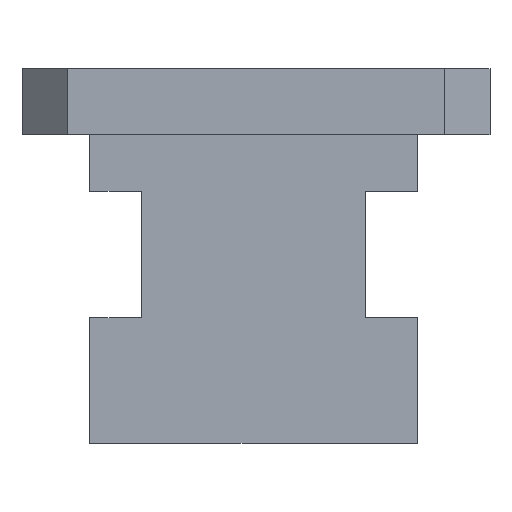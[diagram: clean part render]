
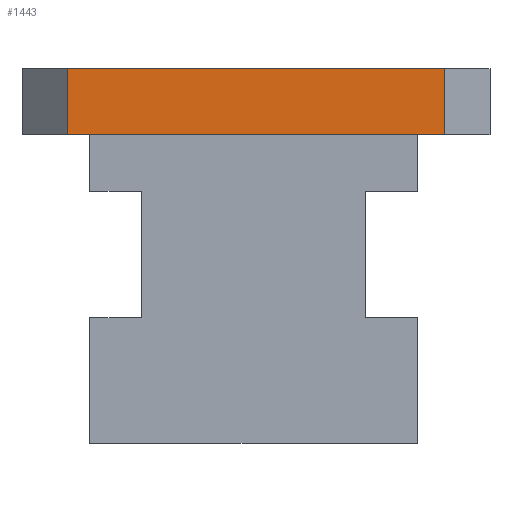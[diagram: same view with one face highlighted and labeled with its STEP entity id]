
A CAD part, left-side view. The second image highlights one B-rep face of the part: STEP entity #1443.
In plain terms, the highlighted planar face has unit normal (-1, 0, 0).
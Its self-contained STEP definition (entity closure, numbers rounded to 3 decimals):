
#44 = PLANE('',#45);
#45 = AXIS2_PLACEMENT_3D('',#46,#47,#48);
#46 = CARTESIAN_POINT('',(-26.851,-21.222,0.));
#47 = DIRECTION('',(0.,0.,1.));
#48 = DIRECTION('',(1.,0.,0.));
#283 = VERTEX_POINT('',#284);
#284 = CARTESIAN_POINT('',(-52.725,-4.1,0.));
#298 = PLANE('',#299);
#299 = AXIS2_PLACEMENT_3D('',#300,#301,#302);
#300 = CARTESIAN_POINT('',(-48.625,0.,0.));
#301 = DIRECTION('',(-0.707,0.707,0.));
#302 = DIRECTION('',(-0.707,-0.707,0.));
#310 = EDGE_CURVE('',#283,#311,#313,.T.);
#311 = VERTEX_POINT('',#312);
#312 = CARTESIAN_POINT('',(-52.725,-38.4,0.));
#313 = SURFACE_CURVE('',#314,(#318,#325),.PCURVE_S1.);
#314 = LINE('',#315,#316);
#315 = CARTESIAN_POINT('',(-52.725,-4.1,0.));
#316 = VECTOR('',#317,1.);
#317 = DIRECTION('',(0.,-1.,0.));
#318 = PCURVE('',#44,#319);
#319 = DEFINITIONAL_REPRESENTATION('',(#320),#324);
#320 = LINE('',#321,#322);
#321 = CARTESIAN_POINT('',(-25.874,17.122));
#322 = VECTOR('',#323,1.);
#323 = DIRECTION('',(0.,-1.));
#324 = ( GEOMETRIC_REPRESENTATION_CONTEXT(2) 
PARAMETRIC_REPRESENTATION_CONTEXT() REPRESENTATION_CONTEXT('2D SPACE',''
  ) );
#325 = PCURVE('',#326,#331);
#326 = PLANE('',#327);
#327 = AXIS2_PLACEMENT_3D('',#328,#329,#330);
#328 = CARTESIAN_POINT('',(-52.725,-4.1,0.));
#329 = DIRECTION('',(-1.,0.,0.));
#330 = DIRECTION('',(0.,-1.,0.));
#331 = DEFINITIONAL_REPRESENTATION('',(#332),#336);
#332 = LINE('',#333,#334);
#333 = CARTESIAN_POINT('',(0.,0.));
#334 = VECTOR('',#335,1.);
#335 = DIRECTION('',(1.,0.));
#336 = ( GEOMETRIC_REPRESENTATION_CONTEXT(2) 
PARAMETRIC_REPRESENTATION_CONTEXT() REPRESENTATION_CONTEXT('2D SPACE',''
  ) );
#354 = PLANE('',#355);
#355 = AXIS2_PLACEMENT_3D('',#356,#357,#358);
#356 = CARTESIAN_POINT('',(-52.725,-38.4,0.));
#357 = DIRECTION('',(-0.707,-0.707,0.));
#358 = DIRECTION('',(0.707,-0.707,0.));
#675 = PLANE('',#676);
#676 = AXIS2_PLACEMENT_3D('',#677,#678,#679);
#677 = CARTESIAN_POINT('',(-31.925,-21.5,-6.));
#678 = DIRECTION('',(-0.,-0.,-1.));
#679 = DIRECTION('',(-1.,0.,0.));
#1403 = VERTEX_POINT('',#1404);
#1404 = CARTESIAN_POINT('',(-52.725,-4.1,-6.));
#1423 = EDGE_CURVE('',#283,#1403,#1424,.T.);
#1424 = SURFACE_CURVE('',#1425,(#1429,#1436),.PCURVE_S1.);
#1425 = LINE('',#1426,#1427);
#1426 = CARTESIAN_POINT('',(-52.725,-4.1,0.));
#1427 = VECTOR('',#1428,1.);
#1428 = DIRECTION('',(-0.,-0.,-1.));
#1429 = PCURVE('',#298,#1430);
#1430 = DEFINITIONAL_REPRESENTATION('',(#1431),#1435);
#1431 = LINE('',#1432,#1433);
#1432 = CARTESIAN_POINT('',(5.798,0.));
#1433 = VECTOR('',#1434,1.);
#1434 = DIRECTION('',(0.,-1.));
#1435 = ( GEOMETRIC_REPRESENTATION_CONTEXT(2) 
PARAMETRIC_REPRESENTATION_CONTEXT() REPRESENTATION_CONTEXT('2D SPACE',''
  ) );
#1436 = PCURVE('',#326,#1437);
#1437 = DEFINITIONAL_REPRESENTATION('',(#1438),#1442);
#1438 = LINE('',#1439,#1440);
#1439 = CARTESIAN_POINT('',(0.,0.));
#1440 = VECTOR('',#1441,1.);
#1441 = DIRECTION('',(0.,-1.));
#1442 = ( GEOMETRIC_REPRESENTATION_CONTEXT(2) 
PARAMETRIC_REPRESENTATION_CONTEXT() REPRESENTATION_CONTEXT('2D SPACE',''
  ) );
#1443 = ADVANCED_FACE('',(#1444),#326,.T.);
#1444 = FACE_BOUND('',#1445,.T.);
#1445 = EDGE_LOOP('',(#1446,#1447,#1448,#1471));
#1446 = ORIENTED_EDGE('',*,*,#310,.F.);
#1447 = ORIENTED_EDGE('',*,*,#1423,.T.);
#1448 = ORIENTED_EDGE('',*,*,#1449,.F.);
#1449 = EDGE_CURVE('',#1450,#1403,#1452,.T.);
#1450 = VERTEX_POINT('',#1451);
#1451 = CARTESIAN_POINT('',(-52.725,-38.4,-6.));
#1452 = SURFACE_CURVE('',#1453,(#1457,#1464),.PCURVE_S1.);
#1453 = LINE('',#1454,#1455);
#1454 = CARTESIAN_POINT('',(-52.725,-43.,-6.));
#1455 = VECTOR('',#1456,1.);
#1456 = DIRECTION('',(0.,1.,0.));
#1457 = PCURVE('',#326,#1458);
#1458 = DEFINITIONAL_REPRESENTATION('',(#1459),#1463);
#1459 = LINE('',#1460,#1461);
#1460 = CARTESIAN_POINT('',(38.9,-6.));
#1461 = VECTOR('',#1462,1.);
#1462 = DIRECTION('',(-1.,0.));
#1463 = ( GEOMETRIC_REPRESENTATION_CONTEXT(2) 
PARAMETRIC_REPRESENTATION_CONTEXT() REPRESENTATION_CONTEXT('2D SPACE',''
  ) );
#1464 = PCURVE('',#675,#1465);
#1465 = DEFINITIONAL_REPRESENTATION('',(#1466),#1470);
#1466 = LINE('',#1467,#1468);
#1467 = CARTESIAN_POINT('',(20.8,-21.5));
#1468 = VECTOR('',#1469,1.);
#1469 = DIRECTION('',(0.,1.));
#1470 = ( GEOMETRIC_REPRESENTATION_CONTEXT(2) 
PARAMETRIC_REPRESENTATION_CONTEXT() REPRESENTATION_CONTEXT('2D SPACE',''
  ) );
#1471 = ORIENTED_EDGE('',*,*,#1472,.F.);
#1472 = EDGE_CURVE('',#311,#1450,#1473,.T.);
#1473 = SURFACE_CURVE('',#1474,(#1478,#1485),.PCURVE_S1.);
#1474 = LINE('',#1475,#1476);
#1475 = CARTESIAN_POINT('',(-52.725,-38.4,0.));
#1476 = VECTOR('',#1477,1.);
#1477 = DIRECTION('',(-0.,-0.,-1.));
#1478 = PCURVE('',#326,#1479);
#1479 = DEFINITIONAL_REPRESENTATION('',(#1480),#1484);
#1480 = LINE('',#1481,#1482);
#1481 = CARTESIAN_POINT('',(34.3,0.));
#1482 = VECTOR('',#1483,1.);
#1483 = DIRECTION('',(0.,-1.));
#1484 = ( GEOMETRIC_REPRESENTATION_CONTEXT(2) 
PARAMETRIC_REPRESENTATION_CONTEXT() REPRESENTATION_CONTEXT('2D SPACE',''
  ) );
#1485 = PCURVE('',#354,#1486);
#1486 = DEFINITIONAL_REPRESENTATION('',(#1487),#1491);
#1487 = LINE('',#1488,#1489);
#1488 = CARTESIAN_POINT('',(0.,0.));
#1489 = VECTOR('',#1490,1.);
#1490 = DIRECTION('',(0.,-1.));
#1491 = ( GEOMETRIC_REPRESENTATION_CONTEXT(2) 
PARAMETRIC_REPRESENTATION_CONTEXT() REPRESENTATION_CONTEXT('2D SPACE',''
  ) );
